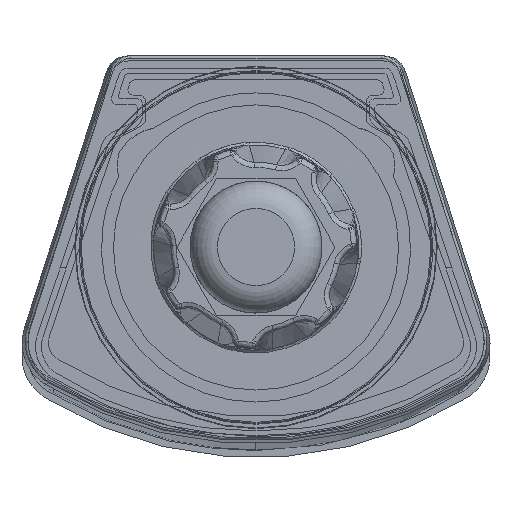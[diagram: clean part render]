
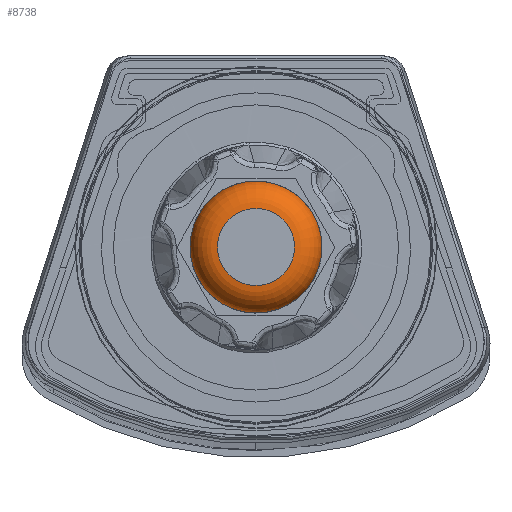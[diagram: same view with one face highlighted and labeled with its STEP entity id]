
A CAD part, top view. The second image highlights one B-rep face of the part: STEP entity #8738.
In plain terms, the highlighted toroidal (fillet/blend) face has major radius 6.979 mm and minor radius 5.4 mm.
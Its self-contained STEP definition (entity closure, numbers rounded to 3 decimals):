
#1878 = CIRCLE ( 'NONE', #5785, 12.379 ) ;
#5785 = AXIS2_PLACEMENT_3D ( 'NONE', #26208, #54941, #54627 ) ;
#8738 = ADVANCED_FACE ( 'NONE', ( #20310, #11756 ), #11487, .T. ) ;
#10512 = DIRECTION ( 'NONE',  ( -1., 0., 0. ) ) ;
#11431 = ORIENTED_EDGE ( 'NONE', *, *, #52911, .T. ) ;
#11487 = TOROIDAL_SURFACE ( 'NONE', #24172, 6.979, 5.4 ) ;
#11756 = FACE_OUTER_BOUND ( 'NONE', #24352, .T. ) ;
#11877 = CIRCLE ( 'NONE', #40273, 7.226 ) ;
#12932 = EDGE_LOOP ( 'NONE', ( #11431 ) ) ;
#12956 = DIRECTION ( 'NONE',  ( -1., 0., 0. ) ) ;
#20310 = FACE_OUTER_BOUND ( 'NONE', #12932, .T. ) ;
#21922 = CARTESIAN_POINT ( 'NONE',  ( -12.379, -792.934, -35.966 ) ) ;
#24172 = AXIS2_PLACEMENT_3D ( 'NONE', #36263, #55459, #12956 ) ;
#24352 = EDGE_LOOP ( 'NONE', ( #48989 ) ) ;
#26208 = CARTESIAN_POINT ( 'NONE',  ( -0.001, -792.934, -35.966 ) ) ;
#32344 = VERTEX_POINT ( 'NONE', #21922 ) ;
#32579 = DIRECTION ( 'NONE',  ( 0., 1., 0. ) ) ;
#36263 = CARTESIAN_POINT ( 'NONE',  ( -0.001, -792.934, -35.966 ) ) ;
#36644 = VERTEX_POINT ( 'NONE', #55557 ) ;
#40273 = AXIS2_PLACEMENT_3D ( 'NONE', #56391, #32579, #10512 ) ;
#48989 = ORIENTED_EDGE ( 'NONE', *, *, #57782, .F. ) ;
#52911 = EDGE_CURVE ( 'NONE', #36644, #36644, #11877, .T. ) ;
#54627 = DIRECTION ( 'NONE',  ( -1., 0., 0. ) ) ;
#54941 = DIRECTION ( 'NONE',  ( 0., 1., 0. ) ) ;
#55459 = DIRECTION ( 'NONE',  ( 0., 1., 0. ) ) ;
#55557 = CARTESIAN_POINT ( 'NONE',  ( -7.226, -798.329, -35.966 ) ) ;
#56391 = CARTESIAN_POINT ( 'NONE',  ( -0.001, -798.329, -35.966 ) ) ;
#57782 = EDGE_CURVE ( 'NONE', #32344, #32344, #1878, .T. ) ;
